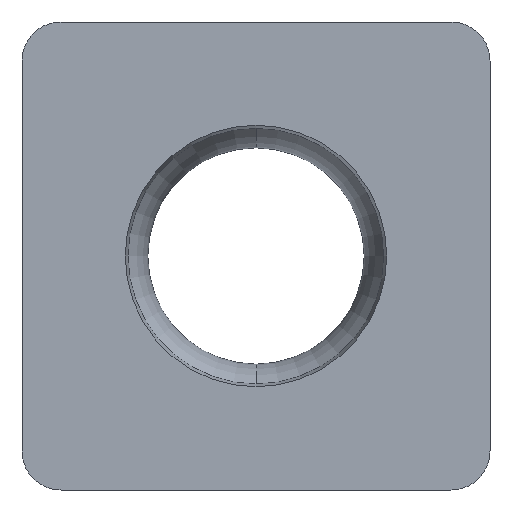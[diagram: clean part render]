
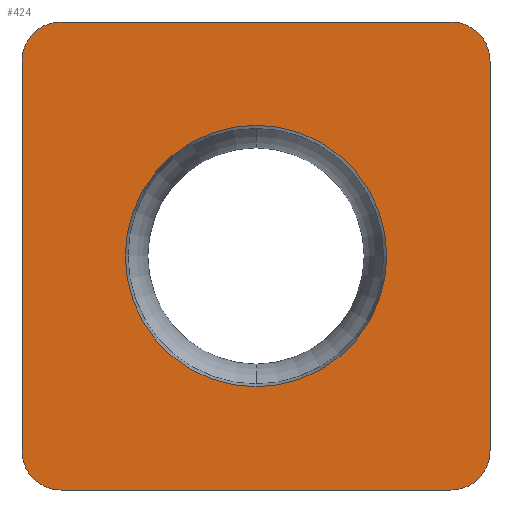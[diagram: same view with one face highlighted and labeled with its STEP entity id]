
A CAD part, left-side view. The second image highlights one B-rep face of the part: STEP entity #424.
In plain terms, the highlighted planar face has unit normal (-1, 0, 0).
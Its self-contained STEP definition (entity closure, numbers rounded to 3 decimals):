
#50=CARTESIAN_POINT('',(0.,0.794,0.));
#51=CARTESIAN_POINT('',(0.,0.662,0.));
#52=CARTESIAN_POINT('',(0.,0.454,0.057));
#53=CARTESIAN_POINT('',(0.,0.22,0.22));
#54=CARTESIAN_POINT('',(0.,0.057,0.454));
#55=CARTESIAN_POINT('',(0.,0.,0.662));
#56=CARTESIAN_POINT('',(0.,0.,0.794));
#62=DIRECTION('',(0.,1.,0.));
#63=VECTOR('',#62,7.932);
#64=CARTESIAN_POINT('',(0.,0.794,0.));
#65=LINE('',#64,#63);
#69=CARTESIAN_POINT('',(0.,9.52,0.794));
#70=CARTESIAN_POINT('',(0.,9.52,0.662));
#71=CARTESIAN_POINT('',(0.,9.463,0.454));
#72=CARTESIAN_POINT('',(0.,9.3,0.22));
#73=CARTESIAN_POINT('',(0.,9.066,0.057));
#74=CARTESIAN_POINT('',(0.,8.858,0.));
#75=CARTESIAN_POINT('',(0.,8.726,0.));
#80=DIRECTION('',(0.,0.,1.));
#81=VECTOR('',#80,7.932);
#82=CARTESIAN_POINT('',(0.,9.52,0.794));
#83=LINE('',#82,#81);
#87=CARTESIAN_POINT('',(0.,8.726,9.52));
#88=CARTESIAN_POINT('',(0.,8.858,9.52));
#89=CARTESIAN_POINT('',(0.,9.066,9.463));
#90=CARTESIAN_POINT('',(0.,9.3,9.3));
#91=CARTESIAN_POINT('',(0.,9.463,9.066));
#92=CARTESIAN_POINT('',(0.,9.52,8.858));
#93=CARTESIAN_POINT('',(0.,9.52,8.726));
#98=DIRECTION('',(0.,-1.,0.));
#99=VECTOR('',#98,7.932);
#100=CARTESIAN_POINT('',(0.,8.726,9.52));
#101=LINE('',#100,#99);
#105=CARTESIAN_POINT('',(0.,0.,8.726));
#106=CARTESIAN_POINT('',(0.,0.,8.858));
#107=CARTESIAN_POINT('',(0.,0.057,9.066));
#108=CARTESIAN_POINT('',(0.,0.22,9.3));
#109=CARTESIAN_POINT('',(0.,0.454,9.463));
#110=CARTESIAN_POINT('',(0.,0.662,9.52));
#111=CARTESIAN_POINT('',(0.,0.794,9.52));
#116=DIRECTION('',(0.,0.,-1.));
#117=VECTOR('',#116,7.932);
#118=CARTESIAN_POINT('',(0.,0.,8.726));
#119=LINE('',#118,#117);
#123=CARTESIAN_POINT('',(0.,4.76,4.76));
#124=DIRECTION('',(1.,0.,0.));
#125=DIRECTION('',(0.,0.,-1.));
#126=AXIS2_PLACEMENT_3D('',#123,#124,#125);
#131=CARTESIAN_POINT('',(0.,4.76,4.76));
#132=DIRECTION('',(1.,0.,0.));
#133=DIRECTION('',(0.,0.,1.));
#134=AXIS2_PLACEMENT_3D('',#131,#132,#133);
#367=CARTESIAN_POINT('',(0.,4.76,2.1));
#368=CARTESIAN_POINT('',(0.,4.76,7.42));
#369=VERTEX_POINT('',#367);
#370=VERTEX_POINT('',#368);
#375=VERTEX_POINT('',#50);
#376=VERTEX_POINT('',#56);
#380=VERTEX_POINT('',#105);
#381=VERTEX_POINT('',#111);
#385=VERTEX_POINT('',#87);
#386=VERTEX_POINT('',#93);
#390=VERTEX_POINT('',#69);
#391=VERTEX_POINT('',#75);
#395=CARTESIAN_POINT('',(0.,0.,0.));
#396=DIRECTION('',(-1.,0.,0.));
#397=DIRECTION('',(0.,0.,1.));
#398=AXIS2_PLACEMENT_3D('',#395,#396,#397);
#399=PLANE('',#398);
#401=ORIENTED_EDGE('',*,*,#400,.F.);
#403=ORIENTED_EDGE('',*,*,#402,.T.);
#405=ORIENTED_EDGE('',*,*,#404,.F.);
#407=ORIENTED_EDGE('',*,*,#406,.T.);
#409=ORIENTED_EDGE('',*,*,#408,.F.);
#411=ORIENTED_EDGE('',*,*,#410,.T.);
#413=ORIENTED_EDGE('',*,*,#412,.F.);
#415=ORIENTED_EDGE('',*,*,#414,.T.);
#416=EDGE_LOOP('',(#401,#403,#405,#407,#409,#411,#413,#415));
#417=FACE_OUTER_BOUND('',#416,.F.);
#419=ORIENTED_EDGE('',*,*,#418,.F.);
#421=ORIENTED_EDGE('',*,*,#420,.F.);
#422=EDGE_LOOP('',(#419,#421));
#423=FACE_BOUND('',#422,.F.);
#57=B_SPLINE_CURVE_WITH_KNOTS('',3,(#50,#51,#52,#53,#54,#55,#56),.UNSPECIFIED.,
.F.,.F.,(4,1,1,1,4),(0.,0.25,0.5,0.75,1.),.UNSPECIFIED.);
#76=B_SPLINE_CURVE_WITH_KNOTS('',3,(#69,#70,#71,#72,#73,#74,#75),.UNSPECIFIED.,
.F.,.F.,(4,1,1,1,4),(0.,0.25,0.5,0.75,1.),.UNSPECIFIED.);
#94=B_SPLINE_CURVE_WITH_KNOTS('',3,(#87,#88,#89,#90,#91,#92,#93),.UNSPECIFIED.,
.F.,.F.,(4,1,1,1,4),(0.,0.25,0.5,0.75,1.),.UNSPECIFIED.);
#112=B_SPLINE_CURVE_WITH_KNOTS('',3,(#105,#106,#107,#108,#109,#110,#111),
.UNSPECIFIED.,.F.,.F.,(4,1,1,1,4),(0.,0.25,0.5,0.75,1.),
.UNSPECIFIED.);
#127=CIRCLE('',#126,2.66);
#135=CIRCLE('',#134,2.66);
#400=EDGE_CURVE('',#375,#376,#57,.T.);
#402=EDGE_CURVE('',#375,#391,#65,.T.);
#404=EDGE_CURVE('',#390,#391,#76,.T.);
#406=EDGE_CURVE('',#390,#386,#83,.T.);
#408=EDGE_CURVE('',#385,#386,#94,.T.);
#410=EDGE_CURVE('',#385,#381,#101,.T.);
#412=EDGE_CURVE('',#380,#381,#112,.T.);
#414=EDGE_CURVE('',#380,#376,#119,.T.);
#418=EDGE_CURVE('',#369,#370,#127,.T.);
#420=EDGE_CURVE('',#370,#369,#135,.T.);
#424=ADVANCED_FACE('',(#417,#423),#399,.T.);
